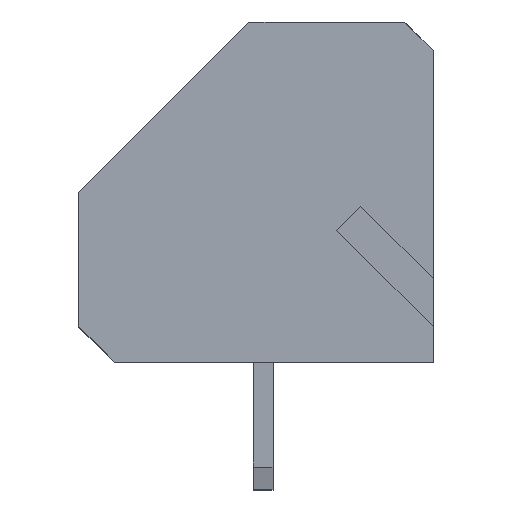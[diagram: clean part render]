
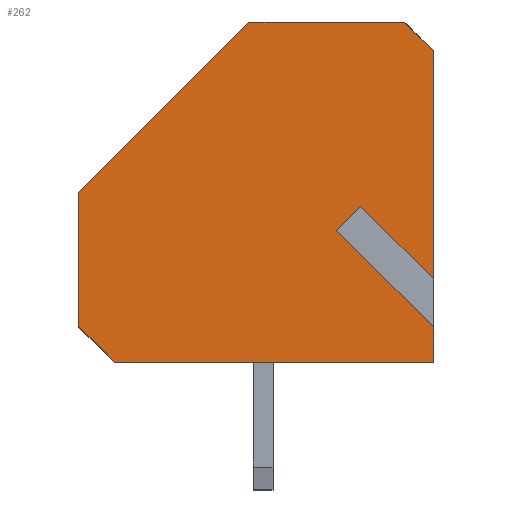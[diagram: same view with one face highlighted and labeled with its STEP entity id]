
A CAD part, top view. The second image highlights one B-rep face of the part: STEP entity #262.
In plain terms, the highlighted planar face has unit normal (0, 0, 1).
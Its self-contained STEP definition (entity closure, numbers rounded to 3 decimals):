
#262 = ADVANCED_FACE( '', ( #642 ), #643, .T. );
#642 = FACE_OUTER_BOUND( '', #1157, .T. );
#643 = PLANE( '', #1158 );
#1157 = EDGE_LOOP( '', ( #1708, #1709, #1710, #1711, #1712, #1713, #1714, #1715, #1716, #1717, #1718 ) );
#1158 = AXIS2_PLACEMENT_3D( '', #1719, #1720, #1721 );
#1708 = ORIENTED_EDGE( '', *, *, #3282, .T. );
#1709 = ORIENTED_EDGE( '', *, *, #3327, .T. );
#1710 = ORIENTED_EDGE( '', *, *, #3328, .T. );
#1711 = ORIENTED_EDGE( '', *, *, #3329, .F. );
#1712 = ORIENTED_EDGE( '', *, *, #3330, .F. );
#1713 = ORIENTED_EDGE( '', *, *, #3331, .F. );
#1714 = ORIENTED_EDGE( '', *, *, #3332, .F. );
#1715 = ORIENTED_EDGE( '', *, *, #3333, .F. );
#1716 = ORIENTED_EDGE( '', *, *, #3334, .T. );
#1717 = ORIENTED_EDGE( '', *, *, #3335, .T. );
#1718 = ORIENTED_EDGE( '', *, *, #3336, .T. );
#1719 = CARTESIAN_POINT( '', ( 5.346, 2.962, 2.54 ) );
#1720 = DIRECTION( '', ( 0., 0., 1. ) );
#1721 = DIRECTION( '', ( 1., 0., 0. ) );
#3282 = EDGE_CURVE( '', #3935, #3933, #3936, .T. );
#3327 = EDGE_CURVE( '', #3933, #4018, #4019, .T. );
#3328 = EDGE_CURVE( '', #4018, #4020, #4021, .T. );
#3329 = EDGE_CURVE( '', #4022, #4020, #4023, .T. );
#3330 = EDGE_CURVE( '', #4024, #4022, #4025, .T. );
#3331 = EDGE_CURVE( '', #4026, #4024, #4027, .T. );
#3332 = EDGE_CURVE( '', #4028, #4026, #4029, .T. );
#3333 = EDGE_CURVE( '', #4030, #4028, #4031, .T. );
#3334 = EDGE_CURVE( '', #4030, #4032, #4033, .T. );
#3335 = EDGE_CURVE( '', #4032, #4034, #4035, .T. );
#3336 = EDGE_CURVE( '', #4034, #3935, #4036, .T. );
#3933 = VERTEX_POINT( '', #4906 );
#3935 = VERTEX_POINT( '', #4909 );
#3936 = LINE( '', #4910, #4911 );
#4018 = VERTEX_POINT( '', #5029 );
#4019 = LINE( '', #5030, #5031 );
#4020 = VERTEX_POINT( '', #5032 );
#4021 = LINE( '', #5033, #5034 );
#4022 = VERTEX_POINT( '', #5035 );
#4023 = LINE( '', #5036, #5037 );
#4024 = VERTEX_POINT( '', #5038 );
#4025 = LINE( '', #5039, #5040 );
#4026 = VERTEX_POINT( '', #5041 );
#4027 = LINE( '', #5042, #5043 );
#4028 = VERTEX_POINT( '', #5044 );
#4029 = LINE( '', #5045, #5046 );
#4030 = VERTEX_POINT( '', #5047 );
#4031 = LINE( '', #5048, #5049 );
#4032 = VERTEX_POINT( '', #5050 );
#4033 = LINE( '', #5051, #5052 );
#4034 = VERTEX_POINT( '', #5053 );
#4035 = LINE( '', #5054, #5055 );
#4036 = LINE( '', #5056, #5057 );
#4906 = CARTESIAN_POINT( '', ( 9.704, 5.245, 2.54 ) );
#4909 = CARTESIAN_POINT( '', ( 9.346, 4.886, 2.54 ) );
#4910 = CARTESIAN_POINT( '', ( 6.879, 2.419, 2.54 ) );
#4911 = VECTOR( '', #6318, 1000. );
#5029 = CARTESIAN_POINT( '', ( 12.5, 2.449, 2.54 ) );
#5030 = CARTESIAN_POINT( '', ( 14.949, 0., 2.54 ) );
#5031 = VECTOR( '', #6364, 1000. );
#5032 = CARTESIAN_POINT( '', ( 12.5, 11., 2.54 ) );
#5033 = CARTESIAN_POINT( '', ( 12.5, 0., 2.54 ) );
#5034 = VECTOR( '', #6365, 1000. );
#5035 = CARTESIAN_POINT( '', ( 11.5, 12., 2.54 ) );
#5036 = CARTESIAN_POINT( '', ( 23.5, 0., 2.54 ) );
#5037 = VECTOR( '', #6366, 1000. );
#5038 = CARTESIAN_POINT( '', ( 6., 12., 2.54 ) );
#5039 = CARTESIAN_POINT( '', ( 0., 12., 2.54 ) );
#5040 = VECTOR( '', #6367, 1000. );
#5041 = CARTESIAN_POINT( '', ( 0., 6., 2.54 ) );
#5042 = CARTESIAN_POINT( '', ( 0., 6., 2.54 ) );
#5043 = VECTOR( '', #6368, 1000. );
#5044 = CARTESIAN_POINT( '', ( 0., 1.25, 2.54 ) );
#5045 = CARTESIAN_POINT( '', ( 0., 0., 2.54 ) );
#5046 = VECTOR( '', #6369, 1000. );
#5047 = CARTESIAN_POINT( '', ( 1.25, 0., 2.54 ) );
#5048 = CARTESIAN_POINT( '', ( 1.25, 0., 2.54 ) );
#5049 = VECTOR( '', #6370, 1000. );
#5050 = CARTESIAN_POINT( '', ( 12.5, 0., 2.54 ) );
#5051 = CARTESIAN_POINT( '', ( 0., 0., 2.54 ) );
#5052 = VECTOR( '', #6371, 1000. );
#5053 = CARTESIAN_POINT( '', ( 12.5, 1.732, 2.54 ) );
#5054 = CARTESIAN_POINT( '', ( 12.5, 0., 2.54 ) );
#5055 = VECTOR( '', #6372, 1000. );
#5056 = CARTESIAN_POINT( '', ( 14.232, 0., 2.54 ) );
#5057 = VECTOR( '', #6373, 1000. );
#6318 = DIRECTION( '', ( 0.707, 0.707, 0. ) );
#6364 = DIRECTION( '', ( 0.707, -0.707, 0. ) );
#6365 = DIRECTION( '', ( 0., 1., 0. ) );
#6366 = DIRECTION( '', ( 0.707, -0.707, 0. ) );
#6367 = DIRECTION( '', ( 1., 0., 0. ) );
#6368 = DIRECTION( '', ( 0.707, 0.707, 0. ) );
#6369 = DIRECTION( '', ( 0., 1., 0. ) );
#6370 = DIRECTION( '', ( -0.707, 0.707, 0. ) );
#6371 = DIRECTION( '', ( 1., 0., 0. ) );
#6372 = DIRECTION( '', ( 0., 1., 0. ) );
#6373 = DIRECTION( '', ( -0.707, 0.707, 0. ) );
